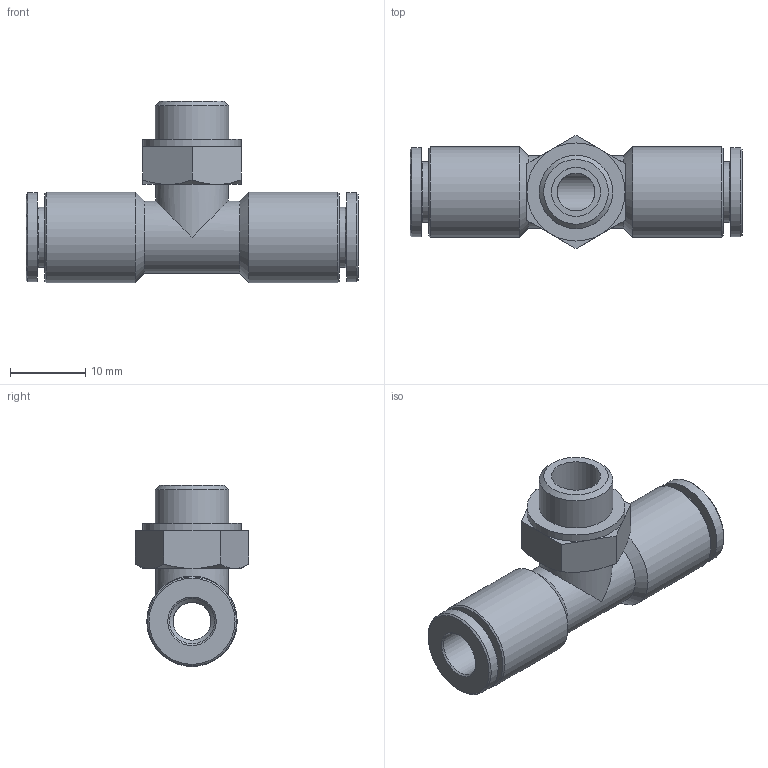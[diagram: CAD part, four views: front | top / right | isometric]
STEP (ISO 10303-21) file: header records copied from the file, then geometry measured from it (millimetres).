
FILE_DESCRIPTION(/* description */ ('STEP AP214'),/* implementation_level */ '2;1');
FILE_NAME(/* name */ '578393_NPQH-T-G18-Q6-P10',/* time_stamp */ '2024-09-10T16:52:07+02:00',/* author */ ('License CC BY-ND 4.0'),/* organization */ ('CADENAS'),/* preprocessor_version */ 'ST-DEVELOPER v19.3',/* originating_system */ 'PARTsolutions',/* authorisation */ ' ');
FILE_SCHEMA (('AUTOMOTIVE_DESIGN {1 0 10303 214 3 1 1}'));
Length unit declared in the file: millimetre
Products named in the file (1): 578393 NPQH-T-G18-Q6-P10
Bounding box: 44 x 15.01 x 24 mm (x, y, z)
Volume: 4153.4 mm3; surface area: 3637.2 mm2
Topology: 1 solids, 1 shells, 56 faces, 112 edges, 66 vertices
Faces by surface type: plane 22, cone 19, cylinder 15
Full cylindrical faces by diameter (mm): 5 x2, 6 x2, 6.485 x1, 8 x2, 9.6 x2, 9.728 x1, 11.8 x2, 12 x2, 13 x1
Entity records: 1332 total; most frequent: CARTESIAN_POINT 239, DIRECTION 236, ORIENTED_EDGE 164, AXIS2_PLACEMENT_3D 109, EDGE_LOOP 96, FACE_BOUND 96, EDGE_CURVE 82, VERTEX_POINT 64
